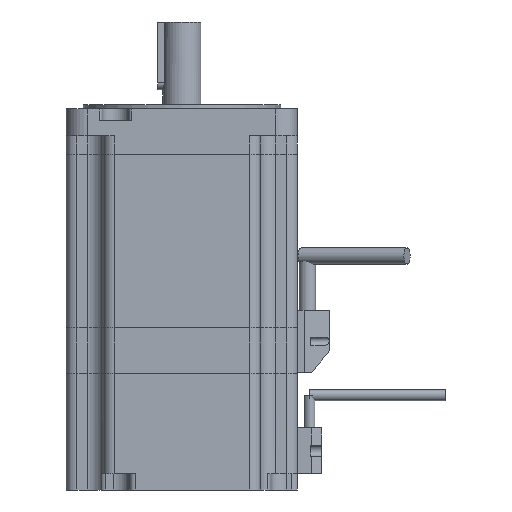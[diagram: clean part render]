
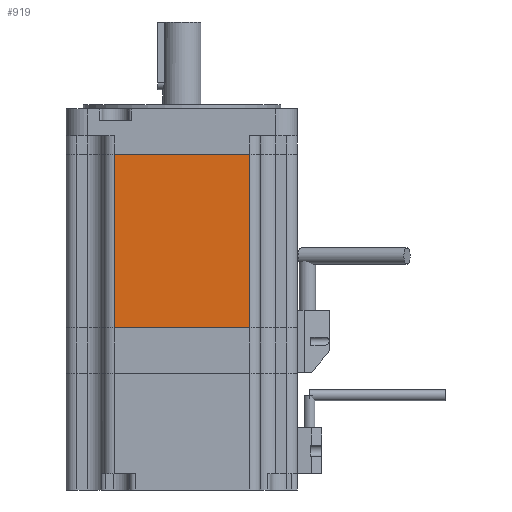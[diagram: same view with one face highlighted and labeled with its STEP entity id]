
A CAD part, left-side view. The second image highlights one B-rep face of the part: STEP entity #919.
In plain terms, the highlighted planar face has unit normal (-1, 0, 0).
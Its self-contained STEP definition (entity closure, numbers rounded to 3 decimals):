
#919=ADVANCED_FACE('',(#1378),#1187,.F.);
#1187=PLANE('',#5920);
#1378=FACE_OUTER_BOUND('',#1665,.T.);
#1665=EDGE_LOOP('',(#2480,#2481,#2482,#2483));
#2480=ORIENTED_EDGE('',*,*,#4246,.T.);
#2481=ORIENTED_EDGE('',*,*,#4293,.T.);
#2482=ORIENTED_EDGE('',*,*,#4269,.T.);
#2483=ORIENTED_EDGE('',*,*,#4292,.T.);
#3647=VERTEX_POINT('',#8456);
#3648=VERTEX_POINT('',#8458);
#3670=VERTEX_POINT('',#8503);
#3671=VERTEX_POINT('',#8505);
#4246=EDGE_CURVE('',#3648,#3647,#4920,.T.);
#4269=EDGE_CURVE('',#3671,#3670,#4930,.T.);
#4292=EDGE_CURVE('',#3670,#3648,#4942,.T.);
#4293=EDGE_CURVE('',#3647,#3671,#4943,.T.);
#4920=LINE('',#8457,#5382);
#4930=LINE('',#8504,#5392);
#4942=LINE('',#8549,#5404);
#4943=LINE('',#8551,#5405);
#5382=VECTOR('',#6782,1.);
#5392=VECTOR('',#6820,1.);
#5404=VECTOR('',#6856,1.);
#5405=VECTOR('',#6859,1.);
#5920=AXIS2_PLACEMENT_3D('',#8574,#6893,#6894);
#6782=DIRECTION('',(0.,-1.,0.));
#6820=DIRECTION('',(0.,1.,0.));
#6856=DIRECTION('',(0.,0.,-1.));
#6859=DIRECTION('',(0.,0.,1.));
#6893=DIRECTION('',(1.,0.,0.));
#6894=DIRECTION('',(0.,0.,-1.));
#8456=CARTESIAN_POINT('',(-42.75,-24.94,-81.));
#8457=CARTESIAN_POINT('',(-42.75,0.06,-81.));
#8458=CARTESIAN_POINT('',(-42.75,25.06,-81.));
#8503=CARTESIAN_POINT('',(-42.75,25.06,-17.));
#8504=CARTESIAN_POINT('',(-42.75,-34.69,-17.));
#8505=CARTESIAN_POINT('',(-42.75,-24.94,-17.));
#8549=CARTESIAN_POINT('',(-42.75,25.06,-118.));
#8551=CARTESIAN_POINT('',(-42.75,-24.94,-118.));
#8574=CARTESIAN_POINT('',(-42.75,-34.69,-118.));
